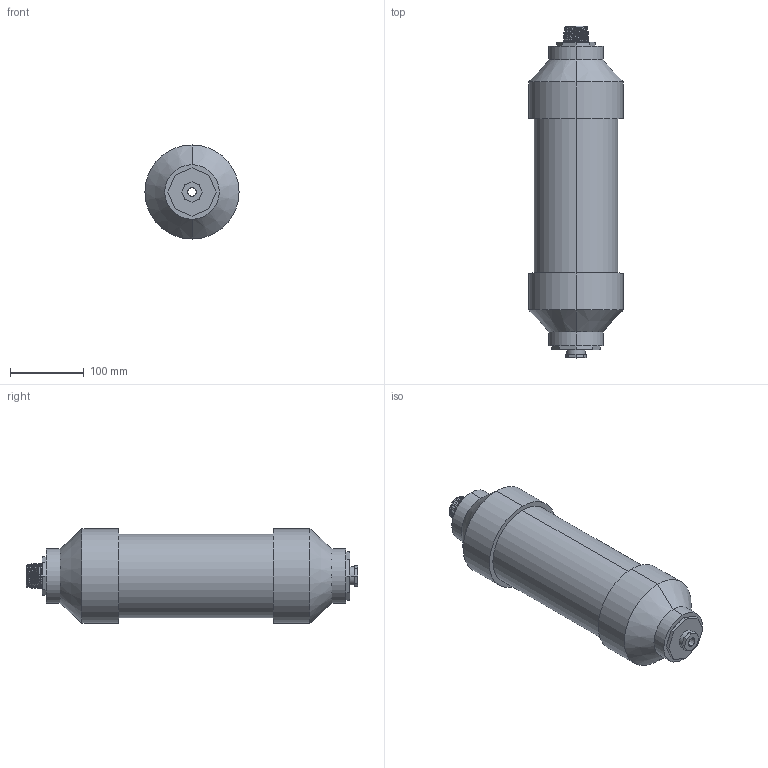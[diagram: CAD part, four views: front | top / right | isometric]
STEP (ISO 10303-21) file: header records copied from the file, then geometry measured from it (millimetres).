
FILE_DESCRIPTION (( 'STEP AP203' ), '1' );
FILE_NAME ('T-Shirt Cannon Pressure.STEP', '2024-08-23T02:00:07', ( '' ), ( '' ), 'SwSTEP 2.0', 'SolidWorks 2023', '' );
FILE_SCHEMA (( 'CONFIG_CONTROL_DESIGN' ));
Length unit declared in the file: inch
Products named in the file (8): T-Shirt Cannon Pressure Thread Small; T-Shirt Cannon Pressure Adapter In; T-Shirt Cannon Solenoid Thread; T-Shirt Cannon Pressure Adapter Sleeve; T-Shirt Cannon Pressure Thread; T-Shirt Cannon Pressure Tube; 4882K15_Thick-Wall Dark Gray PVC Pipe Nipple for Water_4882K15; T-Shirt Cannon Pressure
Assembly tree (8 placements, depth 2):
  T-Shirt Cannon Pressure
    T-Shirt Cannon Pressure Adapter In  x2
    T-Shirt Cannon Pressure Tube
    T-Shirt Cannon Pressure Thread
    T-Shirt Cannon Solenoid Thread
    4882K15_Thick-Wall Dark Gray PVC Pipe Nipple for Water_4882K15
    T-Shirt Cannon Pressure Adapter Sleeve
    T-Shirt Cannon Pressure Thread Small
Bounding box: 128.02 x 451.41 x 128.02 mm (x, y, z)
Volume: 1266214.6 mm3; surface area: 408324.7 mm2
Topology: 8 solids, 8 shells, 175 faces, 421 edges, 265 vertices
Faces by surface type: plane 67, cone 64, cylinder 38, bspline 6
Entity records: 17202 total; most frequent: CARTESIAN_POINT 12628, ORIENTED_EDGE 786, DIRECTION 732, EDGE_CURVE 393, AXIS2_PLACEMENT_3D 275, VERTEX_POINT 249, VECTOR 182, LINE 182
